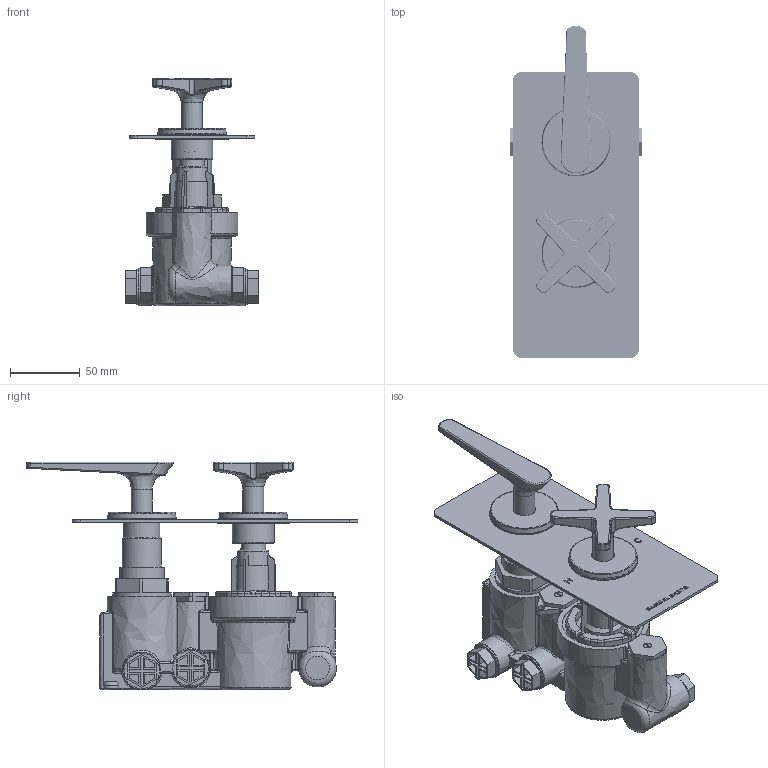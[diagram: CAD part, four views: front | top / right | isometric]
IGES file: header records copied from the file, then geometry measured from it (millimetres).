
Global section: file name: T2011-TCOL; native system: Autodesk Inventor 2020; preprocessor: unknown; author: rclarke; date: 20221207.092529; units: millimetre
Bounding box: 94.8 x 238 x 163.15 mm (x, y, z)
Volume: 463304.6 mm3; surface area: 285666.2 mm2
Topology: 58 solids, 63 shells, 3545 faces, 9668 edges, 6365 vertices
Faces by surface type: bspline 3545
